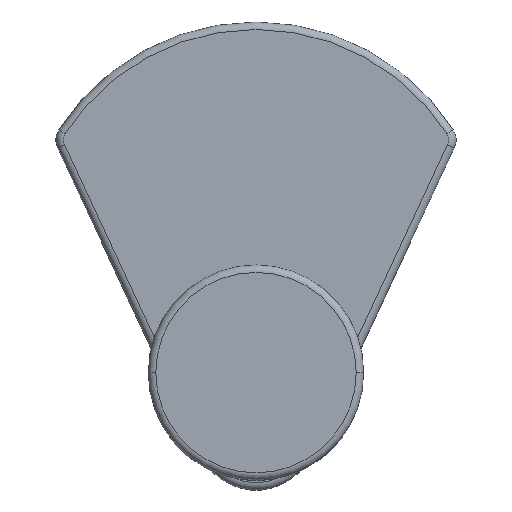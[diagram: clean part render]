
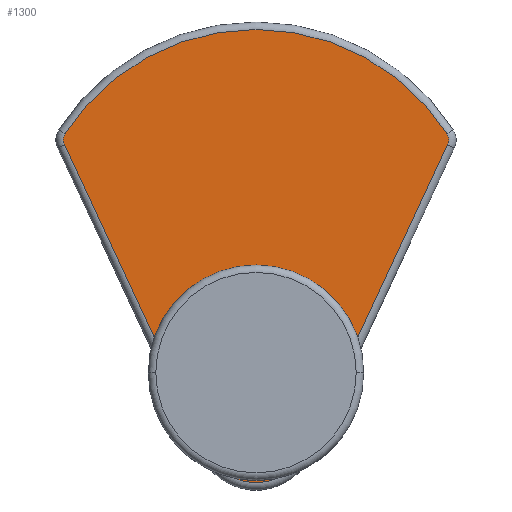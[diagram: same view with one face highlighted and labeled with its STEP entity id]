
A CAD part, top view. The second image highlights one B-rep face of the part: STEP entity #1300.
In plain terms, the highlighted planar face has unit normal (0, 0, 1).
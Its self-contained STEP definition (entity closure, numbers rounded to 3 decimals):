
#10=CARTESIAN_POINT('',(0.,0.,0.));
#20=DIRECTION('',(0.,0.,1.));
#30=DIRECTION('',(1.,0.,0.));
#40=AXIS2_PLACEMENT_3D('',#10,#20,#30);
#50=PLANE('',#40);
#60=CARTESIAN_POINT('',(2.5,-21.,0.));
#70=DIRECTION('',(0.,0.,1.));
#80=DIRECTION('',(1.,0.,0.));
#90=AXIS2_PLACEMENT_3D('',#60,#70,#80);
#100=CIRCLE('',#90,1.5);
#110=CARTESIAN_POINT('',(2.5,-22.5,0.));
#120=VERTEX_POINT('',#110);
#130=CARTESIAN_POINT('',(4.,-21.,0.));
#140=VERTEX_POINT('',#130);
#150=EDGE_CURVE('',#120,#140,#100,.T.);
#160=ORIENTED_EDGE('',*,*,#150,.F.);
#170=CARTESIAN_POINT('',(4.,0.,0.));
#180=DIRECTION('',(0.,-1.,0.));
#190=VECTOR('',#180,1.);
#200=LINE('',#170,#190);
#210=CARTESIAN_POINT('',(4.,-16.,0.));
#220=VERTEX_POINT('',#210);
#230=EDGE_CURVE('',#220,#140,#200,.T.);
#240=ORIENTED_EDGE('',*,*,#230,.T.);
#250=CARTESIAN_POINT('',(2.5,-16.,0.));
#260=DIRECTION('',(0.,0.,1.));
#270=DIRECTION('',(1.,0.,0.));
#280=AXIS2_PLACEMENT_3D('',#250,#260,#270);
#290=CIRCLE('',#280,1.5);
#300=CARTESIAN_POINT('',(2.5,-14.5,0.));
#310=VERTEX_POINT('',#300);
#320=EDGE_CURVE('',#220,#310,#290,.T.);
#330=ORIENTED_EDGE('',*,*,#320,.F.);
#340=CARTESIAN_POINT('',(0.,-14.5,0.));
#350=DIRECTION('',(1.,0.,0.));
#360=VECTOR('',#350,1.);
#370=LINE('',#340,#360);
#380=CARTESIAN_POINT('',(-2.5,-14.5,0.));
#390=VERTEX_POINT('',#380);
#400=EDGE_CURVE('',#390,#310,#370,.T.);
#410=ORIENTED_EDGE('',*,*,#400,.T.);
#420=CARTESIAN_POINT('',(-2.5,-16.,0.));
#430=DIRECTION('',(0.,0.,1.));
#440=DIRECTION('',(1.,0.,0.));
#450=AXIS2_PLACEMENT_3D('',#420,#430,#440);
#460=CIRCLE('',#450,1.5);
#470=CARTESIAN_POINT('',(-4.,-16.,0.));
#480=VERTEX_POINT('',#470);
#490=EDGE_CURVE('',#390,#480,#460,.T.);
#500=ORIENTED_EDGE('',*,*,#490,.F.);
#510=CARTESIAN_POINT('',(-4.,0.,0.));
#520=DIRECTION('',(0.,1.,0.));
#530=VECTOR('',#520,1.);
#540=LINE('',#510,#530);
#550=CARTESIAN_POINT('',(-4.,-21.,0.));
#560=VERTEX_POINT('',#550);
#570=EDGE_CURVE('',#560,#480,#540,.T.);
#580=ORIENTED_EDGE('',*,*,#570,.T.);
#590=CARTESIAN_POINT('',(-2.5,-21.,0.));
#600=DIRECTION('',(0.,0.,-1.));
#610=DIRECTION('',(-1.,0.,0.));
#620=AXIS2_PLACEMENT_3D('',#590,#600,#610);
#630=CIRCLE('',#620,1.5);
#640=CARTESIAN_POINT('',(-2.5,-22.5,0.));
#650=VERTEX_POINT('',#640);
#660=EDGE_CURVE('',#650,#560,#630,.T.);
#670=ORIENTED_EDGE('',*,*,#660,.T.);
#680=CARTESIAN_POINT('',(0.,-22.5,0.));
#690=DIRECTION('',(-1.,0.,0.));
#700=VECTOR('',#690,1.);
#710=LINE('',#680,#700);
#720=EDGE_CURVE('',#120,#650,#710,.T.);
#730=ORIENTED_EDGE('',*,*,#720,.T.);
#740=EDGE_LOOP('',(#730,#670,#580,#500,#410,#330,#240,#160));
#750=FACE_BOUND('',#740,.T.);
#760=CARTESIAN_POINT('',(19.373,12.397,0.));
#770=DIRECTION('',(0.,0.,1.));
#780=DIRECTION('',(1.,0.,0.));
#790=AXIS2_PLACEMENT_3D('',#760,#770,#780);
#800=CIRCLE('',#790,1.2);
#810=CARTESIAN_POINT('',(20.46,11.89,0.));
#820=VERTEX_POINT('',#810);
#830=CARTESIAN_POINT('',(20.384,13.044,0.));
#840=VERTEX_POINT('',#830);
#850=EDGE_CURVE('',#820,#840,#800,.T.);
#860=ORIENTED_EDGE('',*,*,#850,.T.);
#870=CARTESIAN_POINT('',(14.916,0.,0.));
#880=DIRECTION('',(-0.423,-0.906,0.));
#890=VECTOR('',#880,1.);
#900=LINE('',#870,#890);
#910=CARTESIAN_POINT('',(5.166,-20.909,0.));
#920=VERTEX_POINT('',#910);
#930=EDGE_CURVE('',#820,#920,#900,.T.);
#940=ORIENTED_EDGE('',*,*,#930,.F.);
#950=CARTESIAN_POINT('',(0.,-18.5,0.));
#960=DIRECTION('',(0.,0.,1.));
#970=DIRECTION('',(1.,0.,0.));
#980=AXIS2_PLACEMENT_3D('',#950,#960,#970);
#990=CIRCLE('',#980,5.7);
#1000=CARTESIAN_POINT('',(-5.166,-20.909,0.));
#1010=VERTEX_POINT('',#1000);
#1020=EDGE_CURVE('',#1010,#920,#990,.T.);
#1030=ORIENTED_EDGE('',*,*,#1020,.T.);
#1040=CARTESIAN_POINT('',(-14.916,0.,0.));
#1050=DIRECTION('',(-0.423,0.906,0.));
#1060=VECTOR('',#1050,1.);
#1070=LINE('',#1040,#1060);
#1080=CARTESIAN_POINT('',(-20.46,11.89,0.));
#1090=VERTEX_POINT('',#1080);
#1100=EDGE_CURVE('',#1010,#1090,#1070,.T.);
#1110=ORIENTED_EDGE('',*,*,#1100,.F.);
#1120=CARTESIAN_POINT('',(-19.373,12.397,0.));
#1130=DIRECTION('',(0.,0.,1.));
#1140=DIRECTION('',(1.,0.,0.));
#1150=AXIS2_PLACEMENT_3D('',#1120,#1130,#1140);
#1160=CIRCLE('',#1150,1.2);
#1170=CARTESIAN_POINT('',(-20.384,13.044,0.));
#1180=VERTEX_POINT('',#1170);
#1190=EDGE_CURVE('',#1180,#1090,#1160,.T.);
#1200=ORIENTED_EDGE('',*,*,#1190,.T.);
#1210=CARTESIAN_POINT('',(0.,0.,0.));
#1220=DIRECTION('',(0.,0.,1.));
#1230=DIRECTION('',(1.,0.,0.));
#1240=AXIS2_PLACEMENT_3D('',#1210,#1220,#1230);
#1250=CIRCLE('',#1240,24.2);
#1260=EDGE_CURVE('',#840,#1180,#1250,.T.);
#1270=ORIENTED_EDGE('',*,*,#1260,.T.);
#1280=EDGE_LOOP('',(#1270,#1200,#1110,#1030,#940,#860));
#1290=FACE_OUTER_BOUND('',#1280,.T.);
#1300=ADVANCED_FACE('',(#750,#1290),#50,.T.);
